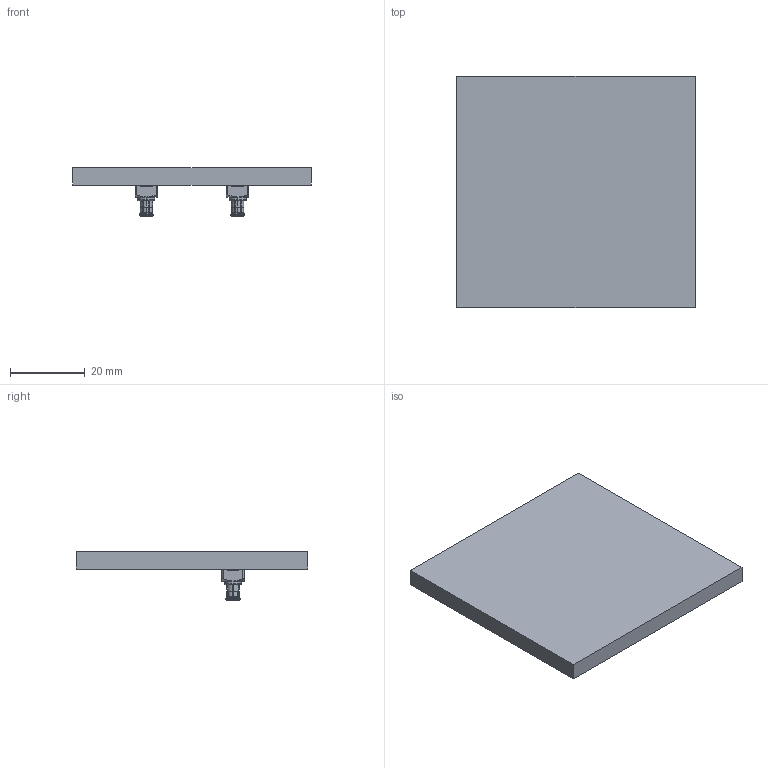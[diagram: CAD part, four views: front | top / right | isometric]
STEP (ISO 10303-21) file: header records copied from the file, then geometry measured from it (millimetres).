
FILE_DESCRIPTION(('Open CASCADE Model'),'2;1');
FILE_NAME('Open CASCADE Shape Model','2020-01-07T20:48:18',('Author'),( 'Open CASCADE'),'Open CASCADE STEP processor 6.8','Open CASCADE 6.8' ,'Unknown');
FILE_SCHEMA(('AUTOMOTIVE_DESIGN { 1 0 10303 214 1 1 1 1 }'));
Length unit declared in the file: millimetre
Products named in the file (6): PCB; Board; Open CASCADE STEP translator 6.8 1.1.1; J2; RSP-199156-01_RGB49087; J1
Assembly tree (6 placements, depth 3):
  PCB
    Board
      Open CASCADE STEP translator 6.8 1.1.1
    J2
      RSP-199156-01_RGB49087
    J1
      RSP-199156-01_RGB49087
Bounding box: 64 x 62 x 13.11 mm (x, y, z)
Volume: 18884.4 mm3; surface area: 10058.9 mm2
Topology: 9 solids, 9 shells, 442 faces, 1180 edges, 768 vertices
Faces by surface type: plane 246, cylinder 100, cone 92, torus 4
Entity records: 9512 total; most frequent: CARTESIAN_POINT 1944, ORIENTED_EDGE 1192, DIRECTION 1062, EDGE_CURVE 596, AXIS2_PLACEMENT_3D 391, VERTEX_POINT 388, LINE 280, VECTOR 280
